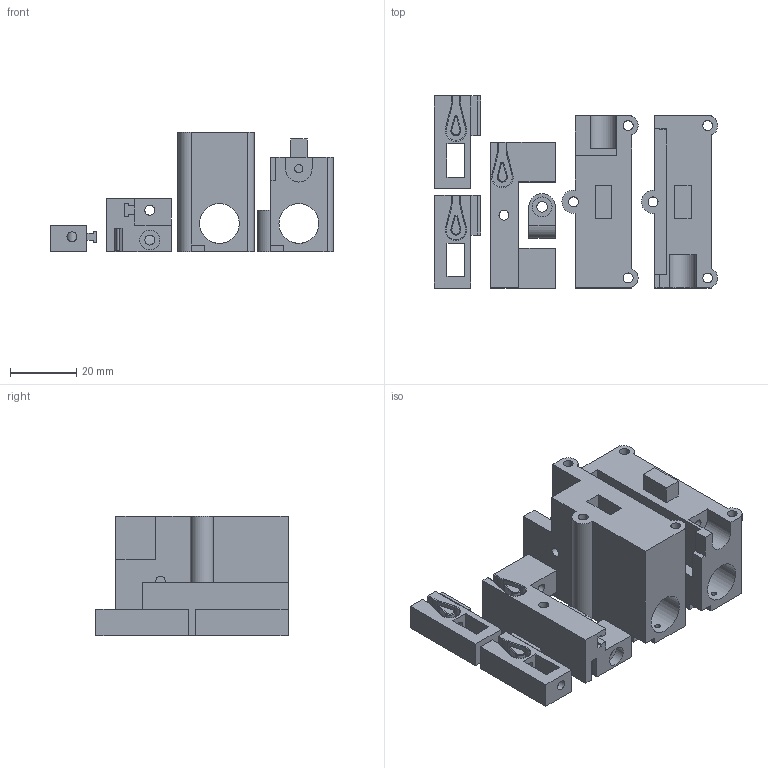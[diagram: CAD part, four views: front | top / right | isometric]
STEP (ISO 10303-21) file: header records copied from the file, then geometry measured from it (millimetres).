
FILE_DESCRIPTION(/* description */ (''),/* implementation_level */ '2;1');
FILE_NAME(/* name */ 'bridge_2p3_a_print.step',/* time_stamp */ '2019-07-21T13:27:25+02:00',/* author */ ('mmattia20'),/* organization */ (''),/* preprocessor_version */ 'ST-DEVELOPER v18',/* originating_system */ 'Autodesk Translation Framework v8.2.0.1029',/* authorisation */ '');
FILE_SCHEMA (('AUTOMOTIVE_DESIGN { 1 0 10303 214 3 1 1 }'));
Length unit declared in the file: millimetre
Products named in the file (2): bridge_2p3_a_print; bridge_2p3_a_print_1
Assembly tree (1 placements, depth 2):
  bridge_2p3_a_print
    bridge_2p3_a_print_1
Bounding box: 85.49 x 58 x 36 mm (x, y, z)
Volume: 50880.5 mm3; surface area: 27827.3 mm2
Topology: 6 solids, 6 shells, 283 faces, 797 edges, 534 vertices
Faces by surface type: plane 174, cylinder 85, torus 16, bspline 8
Full cylindrical faces by diameter (mm): 1.6 x8, 2.5 x2, 2.8 x1, 3 x13, 3.2 x1, 6 x3, 12 x2
Entity records: 10268 total; most frequent: CARTESIAN_POINT 2605, ORIENTED_EDGE 1594, DIRECTION 1571, EDGE_CURVE 797, LINE 539, VECTOR 539, VERTEX_POINT 534, AXIS2_PLACEMENT_3D 516
